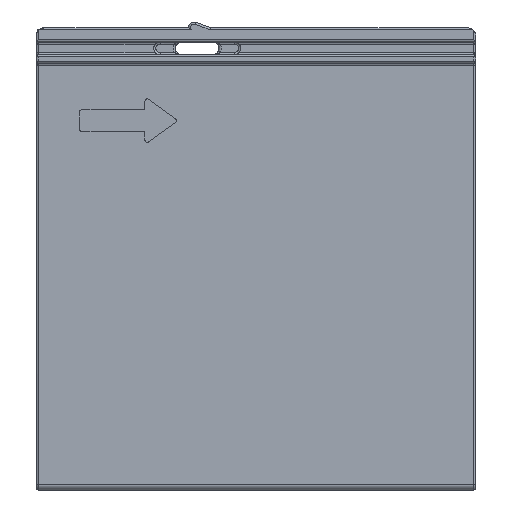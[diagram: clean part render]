
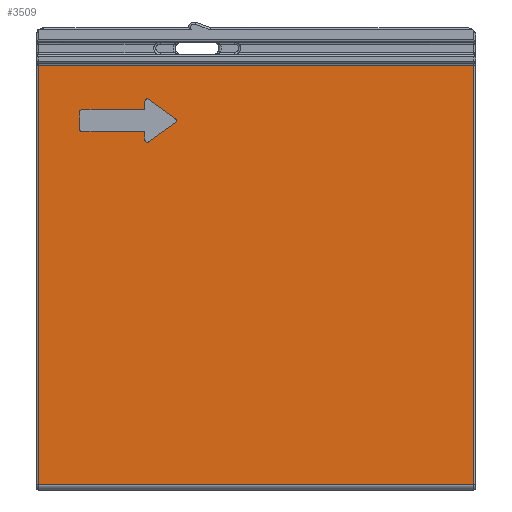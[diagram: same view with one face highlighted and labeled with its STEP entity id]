
A CAD part, front view. The second image highlights one B-rep face of the part: STEP entity #3509.
In plain terms, the highlighted planar face has unit normal (0, -1, 0).
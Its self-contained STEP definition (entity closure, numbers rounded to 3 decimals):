
#221=DIRECTION('',(0.,0.,1.));
#222=VECTOR('',#221,1.5);
#223=CARTESIAN_POINT('',(-27.863,-36.349,
-124.984));
#224=LINE('',#223,#222);
#233=DIRECTION('',(0.,0.,1.));
#234=VECTOR('',#233,96.25);
#235=CARTESIAN_POINT('',(-52.363,-36.349,
-211.584));
#236=LINE('',#235,#234);
#237=DIRECTION('',(0.,0.,-1.));
#238=VECTOR('',#237,96.25);
#239=CARTESIAN_POINT('',(47.637,-36.349,-115.334));
#240=LINE('',#239,#238);
#241=CARTESIAN_POINT('',(-27.363,-36.349,
-123.484));
#242=DIRECTION('',(0.,-1.,0.));
#243=DIRECTION('',(0.,0.,1.));
#244=AXIS2_PLACEMENT_3D('',#241,#242,#243);
#246=CARTESIAN_POINT('',(-28.363,-36.349,
-124.984));
#247=DIRECTION('',(0.,1.,0.));
#248=DIRECTION('',(1.,0.,0.));
#249=AXIS2_PLACEMENT_3D('',#246,#247,#248);
#251=CARTESIAN_POINT('',(-42.363,-36.349,
-125.984));
#252=DIRECTION('',(0.,-1.,0.));
#253=DIRECTION('',(0.,0.,1.));
#254=AXIS2_PLACEMENT_3D('',#251,#252,#253);
#256=CARTESIAN_POINT('',(-42.363,-36.349,
-129.984));
#257=DIRECTION('',(0.,-1.,0.));
#258=DIRECTION('',(-1.,0.,0.));
#259=AXIS2_PLACEMENT_3D('',#256,#257,#258);
#261=CARTESIAN_POINT('',(-28.363,-36.349,
-130.984));
#262=DIRECTION('',(0.,1.,0.));
#263=DIRECTION('',(0.,0.,1.));
#264=AXIS2_PLACEMENT_3D('',#261,#262,#263);
#266=CARTESIAN_POINT('',(-27.363,-36.349,
-132.484));
#267=DIRECTION('',(0.,-1.,0.));
#268=DIRECTION('',(-1.,0.,0.));
#269=AXIS2_PLACEMENT_3D('',#266,#267,#268);
#271=CARTESIAN_POINT('',(-27.363,-36.349,
-132.484));
#272=DIRECTION('',(0.,-1.,0.));
#273=DIRECTION('',(0.,0.,-1.));
#274=AXIS2_PLACEMENT_3D('',#271,#272,#273);
#276=DIRECTION('',(0.811,0.,0.585));
#277=VECTOR('',#276,7.694);
#278=CARTESIAN_POINT('',(-27.07,-36.349,
-132.889));
#279=LINE('',#278,#277);
#280=CARTESIAN_POINT('',(-21.122,-36.349,
-127.984));
#281=DIRECTION('',(0.,-1.,0.));
#282=DIRECTION('',(0.585,0.,-0.811));
#283=AXIS2_PLACEMENT_3D('',#280,#281,#282);
#285=DIRECTION('',(-0.811,0.,0.585));
#286=VECTOR('',#285,7.694);
#287=CARTESIAN_POINT('',(-20.83,-36.349,
-127.578));
#288=LINE('',#287,#286);
#289=CARTESIAN_POINT('',(-27.363,-36.349,
-123.484));
#290=DIRECTION('',(0.,-1.,0.));
#291=DIRECTION('',(0.585,0.,0.811));
#292=AXIS2_PLACEMENT_3D('',#289,#290,#291);
#1647=CARTESIAN_POINT('',(47.637,-36.349,
-115.334));
#1711=DIRECTION('',(-1.,0.,0.));
#1712=VECTOR('',#1711,100.);
#1713=CARTESIAN_POINT('',(47.637,-36.349,
-115.334));
#1714=LINE('',#1713,#1712);
#1878=DIRECTION('',(1.,0.,0.));
#1879=VECTOR('',#1878,100.);
#1880=CARTESIAN_POINT('',(-52.363,-36.349,
-211.584));
#1881=LINE('',#1880,#1879);
#2808=DIRECTION('',(1.,0.,0.));
#2809=VECTOR('',#2808,14.);
#2810=CARTESIAN_POINT('',(-42.363,-36.349,
-125.484));
#2811=LINE('',#2810,#2809);
#2828=DIRECTION('',(0.,0.,1.));
#2829=VECTOR('',#2828,4.);
#2830=CARTESIAN_POINT('',(-42.863,-36.349,
-129.984));
#2831=LINE('',#2830,#2829);
#2844=DIRECTION('',(-1.,0.,0.));
#2845=VECTOR('',#2844,14.);
#2846=CARTESIAN_POINT('',(-28.363,-36.349,
-130.484));
#2847=LINE('',#2846,#2845);
#2929=DIRECTION('',(0.,0.,1.));
#2930=VECTOR('',#2929,1.5);
#2931=CARTESIAN_POINT('',(-27.863,-36.349,
-132.484));
#2932=LINE('',#2931,#2930);
#3237=CARTESIAN_POINT('',(-52.363,-36.349,
-211.584));
#3238=VERTEX_POINT('',#3237);
#3241=CARTESIAN_POINT('',(-52.363,-36.349,
-115.334));
#3242=VERTEX_POINT('',#3241);
#3258=VERTEX_POINT('',#1647);
#3259=CARTESIAN_POINT('',(47.637,-36.349,
-211.584));
#3260=VERTEX_POINT('',#3259);
#3261=CARTESIAN_POINT('',(-27.363,-36.349,
-122.984));
#3262=CARTESIAN_POINT('',(-27.863,-36.349,
-123.484));
#3263=VERTEX_POINT('',#3261);
#3264=VERTEX_POINT('',#3262);
#3265=CARTESIAN_POINT('',(-27.863,-36.349,
-124.984));
#3266=VERTEX_POINT('',#3265);
#3267=CARTESIAN_POINT('',(-28.363,-36.349,
-125.484));
#3268=VERTEX_POINT('',#3267);
#3269=CARTESIAN_POINT('',(-42.363,-36.349,
-125.484));
#3270=VERTEX_POINT('',#3269);
#3271=CARTESIAN_POINT('',(-42.863,-36.349,
-125.984));
#3272=VERTEX_POINT('',#3271);
#3273=CARTESIAN_POINT('',(-42.863,-36.349,
-129.984));
#3274=VERTEX_POINT('',#3273);
#3275=CARTESIAN_POINT('',(-42.363,-36.349,
-130.484));
#3276=VERTEX_POINT('',#3275);
#3277=CARTESIAN_POINT('',(-28.363,-36.349,
-130.484));
#3278=VERTEX_POINT('',#3277);
#3279=CARTESIAN_POINT('',(-27.863,-36.349,
-130.984));
#3280=VERTEX_POINT('',#3279);
#3281=CARTESIAN_POINT('',(-27.863,-36.349,
-132.484));
#3282=VERTEX_POINT('',#3281);
#3283=CARTESIAN_POINT('',(-27.363,-36.349,
-132.984));
#3284=VERTEX_POINT('',#3283);
#3285=CARTESIAN_POINT('',(-27.07,-36.349,
-132.889));
#3286=VERTEX_POINT('',#3285);
#3287=CARTESIAN_POINT('',(-20.83,-36.349,
-128.389));
#3288=VERTEX_POINT('',#3287);
#3289=CARTESIAN_POINT('',(-20.83,-36.349,-127.578));
#3290=VERTEX_POINT('',#3289);
#3291=CARTESIAN_POINT('',(-27.07,-36.349,
-123.078));
#3292=VERTEX_POINT('',#3291);
#3466=CARTESIAN_POINT('',(-2.363,-36.349,
-163.459));
#3467=DIRECTION('',(0.,1.,0.));
#3468=DIRECTION('',(0.,0.,1.));
#3469=AXIS2_PLACEMENT_3D('',#3466,#3467,#3468);
#3470=PLANE('',#3469);
#3472=ORIENTED_EDGE('',*,*,#3471,.T.);
#3474=ORIENTED_EDGE('',*,*,#3473,.F.);
#3476=ORIENTED_EDGE('',*,*,#3475,.T.);
#3478=ORIENTED_EDGE('',*,*,#3477,.F.);
#3479=EDGE_LOOP('',(#3472,#3474,#3476,#3478));
#3480=FACE_OUTER_BOUND('',#3479,.F.);
#3481=ORIENTED_EDGE('',*,*,#3428,.T.);
#3482=ORIENTED_EDGE('',*,*,#3443,.F.);
#3483=ORIENTED_EDGE('',*,*,#3456,.T.);
#3485=ORIENTED_EDGE('',*,*,#3484,.F.);
#3487=ORIENTED_EDGE('',*,*,#3486,.T.);
#3489=ORIENTED_EDGE('',*,*,#3488,.F.);
#3491=ORIENTED_EDGE('',*,*,#3490,.T.);
#3493=ORIENTED_EDGE('',*,*,#3492,.F.);
#3495=ORIENTED_EDGE('',*,*,#3494,.T.);
#3497=ORIENTED_EDGE('',*,*,#3496,.F.);
#3499=ORIENTED_EDGE('',*,*,#3498,.T.);
#3501=ORIENTED_EDGE('',*,*,#3500,.T.);
#3503=ORIENTED_EDGE('',*,*,#3502,.T.);
#3504=ORIENTED_EDGE('',*,*,#3382,.T.);
#3505=ORIENTED_EDGE('',*,*,#3398,.T.);
#3506=ORIENTED_EDGE('',*,*,#3413,.T.);
#3507=EDGE_LOOP('',(#3481,#3482,#3483,#3485,#3487,#3489,#3491,#3493,#3495,#3497,
#3499,#3501,#3503,#3504,#3505,#3506));
#3508=FACE_BOUND('',#3507,.F.);
#245=CIRCLE('',#244,0.5);
#250=CIRCLE('',#249,0.5);
#255=CIRCLE('',#254,0.5);
#260=CIRCLE('',#259,0.5);
#265=CIRCLE('',#264,0.5);
#270=CIRCLE('',#269,0.5);
#275=CIRCLE('',#274,0.5);
#284=CIRCLE('',#283,0.5);
#293=CIRCLE('',#292,0.5);
#3382=EDGE_CURVE('',#3288,#3290,#284,.T.);
#3398=EDGE_CURVE('',#3290,#3292,#288,.T.);
#3413=EDGE_CURVE('',#3292,#3263,#293,.T.);
#3428=EDGE_CURVE('',#3263,#3264,#245,.T.);
#3443=EDGE_CURVE('',#3266,#3264,#224,.T.);
#3456=EDGE_CURVE('',#3266,#3268,#250,.T.);
#3471=EDGE_CURVE('',#3238,#3242,#236,.T.);
#3473=EDGE_CURVE('',#3258,#3242,#1714,.T.);
#3475=EDGE_CURVE('',#3258,#3260,#240,.T.);
#3477=EDGE_CURVE('',#3238,#3260,#1881,.T.);
#3484=EDGE_CURVE('',#3270,#3268,#2811,.T.);
#3486=EDGE_CURVE('',#3270,#3272,#255,.T.);
#3488=EDGE_CURVE('',#3274,#3272,#2831,.T.);
#3490=EDGE_CURVE('',#3274,#3276,#260,.T.);
#3492=EDGE_CURVE('',#3278,#3276,#2847,.T.);
#3494=EDGE_CURVE('',#3278,#3280,#265,.T.);
#3496=EDGE_CURVE('',#3282,#3280,#2932,.T.);
#3498=EDGE_CURVE('',#3282,#3284,#270,.T.);
#3500=EDGE_CURVE('',#3284,#3286,#275,.T.);
#3502=EDGE_CURVE('',#3286,#3288,#279,.T.);
#3509=ADVANCED_FACE('',(#3480,#3508),#3470,.F.);
